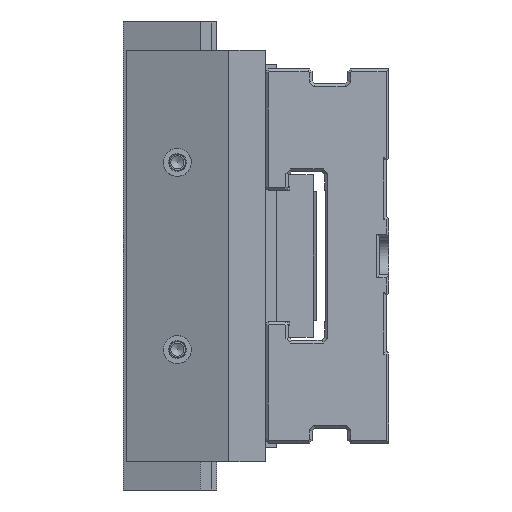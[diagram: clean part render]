
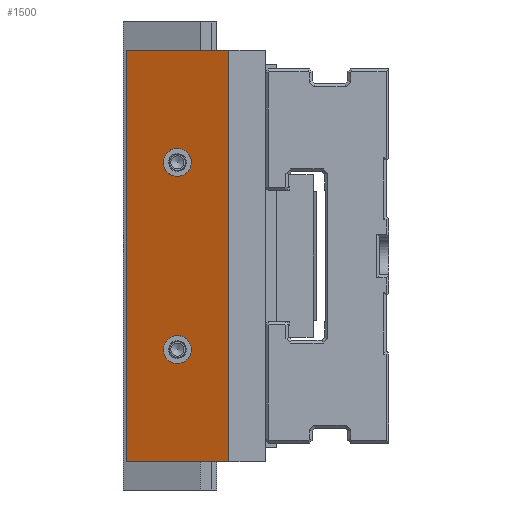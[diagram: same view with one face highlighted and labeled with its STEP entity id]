
A CAD part, left-side view. The second image highlights one B-rep face of the part: STEP entity #1500.
In plain terms, the highlighted planar face has unit normal (-0.924, 0.383, 0).
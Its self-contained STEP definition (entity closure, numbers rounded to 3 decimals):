
#647=FACE_BOUND('',#3201,.T.);
#648=FACE_BOUND('',#3202,.T.);
#649=FACE_BOUND('',#3203,.T.);
#1500=ADVANCED_FACE('',(#647,#648,#649),#2005,.T.);
#2005=PLANE('',#11947);
#3201=EDGE_LOOP('',(#8130));
#3202=EDGE_LOOP('',(#8131));
#3203=EDGE_LOOP('',(#8132,#8133,#8134,#8135));
#4304=LINE('',#17951,#5465);
#4306=LINE('',#17955,#5467);
#4331=LINE('',#18006,#5492);
#4333=LINE('',#18015,#5494);
#5465=VECTOR('',#14495,1.);
#5467=VECTOR('',#14499,1.);
#5492=VECTOR('',#14528,1.);
#5494=VECTOR('',#14538,1.);
#8130=ORIENTED_EDGE('',*,*,#10914,.F.);
#8131=ORIENTED_EDGE('',*,*,#10915,.F.);
#8132=ORIENTED_EDGE('',*,*,#10862,.F.);
#8133=ORIENTED_EDGE('',*,*,#10890,.F.);
#8134=ORIENTED_EDGE('',*,*,#10895,.F.);
#8135=ORIENTED_EDGE('',*,*,#10864,.F.);
#9467=VERTEX_POINT('',#17950);
#9468=VERTEX_POINT('',#17952);
#9469=VERTEX_POINT('',#17956);
#9492=VERTEX_POINT('',#18005);
#9505=VERTEX_POINT('',#18052);
#9506=VERTEX_POINT('',#18054);
#10862=EDGE_CURVE('',#9467,#9468,#4304,.T.);
#10864=EDGE_CURVE('',#9468,#9469,#4306,.T.);
#10890=EDGE_CURVE('',#9492,#9467,#4331,.T.);
#10895=EDGE_CURVE('',#9469,#9492,#4333,.T.);
#10914=EDGE_CURVE('',#9505,#9505,#11189,.T.);
#10915=EDGE_CURVE('',#9506,#9506,#11190,.T.);
#11189=ELLIPSE('',#11945,8.118,7.5);
#11190=ELLIPSE('',#11946,8.118,7.5);
#11945=AXIS2_PLACEMENT_3D('',#18051,#14581,#14582);
#11946=AXIS2_PLACEMENT_3D('',#18053,#14583,#14584);
#11947=AXIS2_PLACEMENT_3D('',#18055,#14585,#14586);
#14495=DIRECTION('',(0.,0.,-1.));
#14499=DIRECTION('',(0.383,0.924,0.));
#14528=DIRECTION('',(-0.383,-0.924,0.));
#14538=DIRECTION('',(0.,0.,1.));
#14581=DIRECTION('',(-0.924,0.383,0.));
#14582=DIRECTION('',(0.383,0.924,0.));
#14583=DIRECTION('',(-0.924,0.383,0.));
#14584=DIRECTION('',(0.383,0.924,0.));
#14585=DIRECTION('',(-0.924,0.383,0.));
#14586=DIRECTION('',(-0.383,-0.924,0.));
#17950=CARTESIAN_POINT('',(0.,85.5,210.));
#17951=CARTESIAN_POINT('',(0.,85.5,100.));
#17952=CARTESIAN_POINT('',(0.,85.5,-10.));
#17955=CARTESIAN_POINT('',(0.476,86.649,-10.));
#17956=CARTESIAN_POINT('',(22.575,140.,-10.));
#18005=CARTESIAN_POINT('',(22.575,140.,210.));
#18006=CARTESIAN_POINT('',(0.476,86.649,210.));
#18015=CARTESIAN_POINT('',(22.575,140.,-10.));
#18051=CARTESIAN_POINT('',(11.391,113.,50.));
#18052=CARTESIAN_POINT('',(14.497,120.5,50.));
#18053=CARTESIAN_POINT('',(11.391,113.,150.));
#18054=CARTESIAN_POINT('',(14.497,120.5,150.));
#18055=CARTESIAN_POINT('',(0.,85.5,-42.5));
